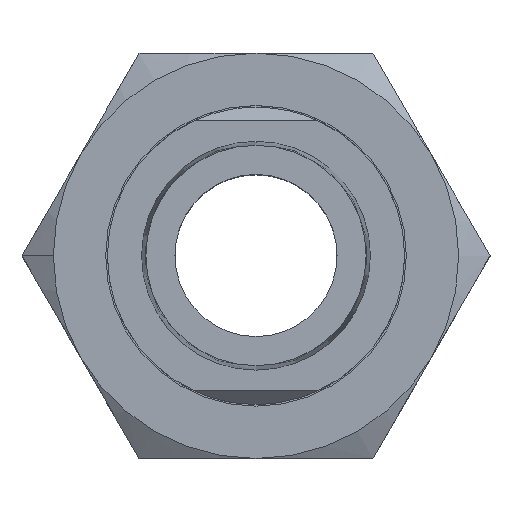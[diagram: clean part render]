
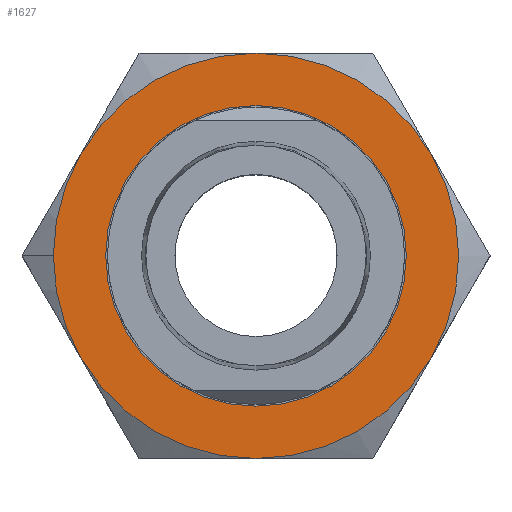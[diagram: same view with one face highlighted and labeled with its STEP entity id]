
A CAD part, top view. The second image highlights one B-rep face of the part: STEP entity #1627.
In plain terms, the highlighted planar face has unit normal (0, 0, 1).
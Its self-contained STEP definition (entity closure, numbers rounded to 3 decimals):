
#348 = DIRECTION ( 'NONE',  ( 1., 0., 0. ) ) ;
#349 = DIRECTION ( 'NONE',  ( 0., 0., 1. ) ) ;
#350 = CARTESIAN_POINT ( 'NONE',  ( 0., 0., 12.5 ) ) ;
#351 = AXIS2_PLACEMENT_3D ( 'NONE', #350, #349, #348 ) ;
#352 = CIRCLE ( 'NONE', #351, 30. ) ;
#590 = CARTESIAN_POINT ( 'NONE',  ( -25.981, -15., 12.5 ) ) ;
#591 = CARTESIAN_POINT ( 'NONE',  ( -30., 0., 12.5 ) ) ;
#607 = DIRECTION ( 'NONE',  ( 1., 0., 0. ) ) ;
#608 = DIRECTION ( 'NONE',  ( 0., 0., 1. ) ) ;
#609 = CARTESIAN_POINT ( 'NONE',  ( 0., 0., 12.5 ) ) ;
#610 = AXIS2_PLACEMENT_3D ( 'NONE', #609, #608, #607 ) ;
#611 = CIRCLE ( 'NONE', #610, 30. ) ;
#649 = CARTESIAN_POINT ( 'NONE',  ( -22.25, 0., 12.5 ) ) ;
#699 = CARTESIAN_POINT ( 'NONE',  ( 25.981, 15., 12.5 ) ) ;
#700 = CARTESIAN_POINT ( 'NONE',  ( 22.25, 0., 12.5 ) ) ;
#707 = DIRECTION ( 'NONE',  ( 1., 0., 0. ) ) ;
#708 = DIRECTION ( 'NONE',  ( 0., 0., 1. ) ) ;
#709 = CARTESIAN_POINT ( 'NONE',  ( 0., 0., 12.5 ) ) ;
#710 = AXIS2_PLACEMENT_3D ( 'NONE', #709, #708, #707 ) ;
#711 = CIRCLE ( 'NONE', #710, 22.25 ) ;
#872 = CIRCLE ( 'NONE', #883, 30. ) ;
#881 = DIRECTION ( 'NONE',  ( 1., 0., 0. ) ) ;
#883 = AXIS2_PLACEMENT_3D ( 'NONE', #884, #889, #881 ) ;
#884 = CARTESIAN_POINT ( 'NONE',  ( 0., 0., 12.5 ) ) ;
#889 = DIRECTION ( 'NONE',  ( 0., 0., 1. ) ) ;
#926 = CARTESIAN_POINT ( 'NONE',  ( 0., 0., 12.5 ) ) ;
#927 = AXIS2_PLACEMENT_3D ( 'NONE', #926, #931, #930 ) ;
#928 = CIRCLE ( 'NONE', #927, 30. ) ;
#930 = DIRECTION ( 'NONE',  ( 1., 0., 0. ) ) ;
#931 = DIRECTION ( 'NONE',  ( 0., 0., 1. ) ) ;
#985 = CARTESIAN_POINT ( 'NONE',  ( -25.981, 15., 12.5 ) ) ;
#1038 = DIRECTION ( 'NONE',  ( 1., 0., 0. ) ) ;
#1039 = DIRECTION ( 'NONE',  ( 0., 0., 1. ) ) ;
#1040 = CARTESIAN_POINT ( 'NONE',  ( 0., 0., 12.5 ) ) ;
#1041 = AXIS2_PLACEMENT_3D ( 'NONE', #1040, #1039, #1038 ) ;
#1056 = CIRCLE ( 'NONE', #1041, 30. ) ;
#1071 = CARTESIAN_POINT ( 'NONE',  ( 0., 30., 12.5 ) ) ;
#1115 = CARTESIAN_POINT ( 'NONE',  ( 0., -30., 12.5 ) ) ;
#1118 = CIRCLE ( 'NONE', #1161, 30. ) ;
#1158 = DIRECTION ( 'NONE',  ( 1., 0., 0. ) ) ;
#1159 = DIRECTION ( 'NONE',  ( 0., 0., 1. ) ) ;
#1160 = CARTESIAN_POINT ( 'NONE',  ( 0., 0., 12.5 ) ) ;
#1161 = AXIS2_PLACEMENT_3D ( 'NONE', #1160, #1159, #1158 ) ;
#1215 = CARTESIAN_POINT ( 'NONE',  ( 25.981, -15., 12.5 ) ) ;
#1224 = CARTESIAN_POINT ( 'NONE',  ( 0., 0., 12.5 ) ) ;
#1225 = CIRCLE ( 'NONE', #1234, 30. ) ;
#1232 = DIRECTION ( 'NONE',  ( 1., 0., 0. ) ) ;
#1233 = DIRECTION ( 'NONE',  ( 0., 0., 1. ) ) ;
#1234 = AXIS2_PLACEMENT_3D ( 'NONE', #1224, #1233, #1232 ) ;
#1625 = ORIENTED_EDGE ( 'NONE', *, *, #1631, .F. ) ;
#1626 = EDGE_LOOP ( 'NONE', ( #1625, #2192 ) ) ;
#1627 = ADVANCED_FACE ( 'NONE', ( #2063, #2068 ), #2075, .F. ) ;
#1631 = EDGE_CURVE ( 'NONE', #2468, #2491, #2082, .T. ) ;
#1730 = EDGE_CURVE ( 'NONE', #1787, #1735, #352, .T. ) ;
#1734 = EDGE_CURVE ( 'NONE', #1735, #2438, #928, .T. ) ;
#1735 = VERTEX_POINT ( 'NONE', #985 ) ;
#1770 = EDGE_CURVE ( 'NONE', #1795, #2469, #1056, .T. ) ;
#1775 = EDGE_CURVE ( 'NONE', #1778, #1795, #872, .T. ) ;
#1778 = VERTEX_POINT ( 'NONE', #1115 ) ;
#1785 = EDGE_CURVE ( 'NONE', #2469, #1787, #1118, .T. ) ;
#1787 = VERTEX_POINT ( 'NONE', #1071 ) ;
#1795 = VERTEX_POINT ( 'NONE', #1215 ) ;
#1801 = EDGE_CURVE ( 'NONE', #2439, #1778, #1225, .T. ) ;
#2063 = FACE_BOUND ( 'NONE', #1626, .T. ) ;
#2068 = FACE_OUTER_BOUND ( 'NONE', #2173, .T. ) ;
#2069 = DIRECTION ( 'NONE',  ( -1., 0., 0. ) ) ;
#2072 = CARTESIAN_POINT ( 'NONE',  ( 0., 30., 12.5 ) ) ;
#2073 = DIRECTION ( 'NONE',  ( 0., 0., -1. ) ) ;
#2074 = DIRECTION ( 'NONE',  ( 1., 0., 0. ) ) ;
#2075 = PLANE ( 'NONE',  #2078 ) ;
#2076 = CARTESIAN_POINT ( 'NONE',  ( 0., 0., 12.5 ) ) ;
#2077 = AXIS2_PLACEMENT_3D ( 'NONE', #2076, #2083, #2074 ) ;
#2078 = AXIS2_PLACEMENT_3D ( 'NONE', #2072, #2073, #2069 ) ;
#2082 = CIRCLE ( 'NONE', #2077, 22.25 ) ;
#2083 = DIRECTION ( 'NONE',  ( 0., 0., 1. ) ) ;
#2173 = EDGE_LOOP ( 'NONE', ( #2232, #2285, #2244, #2243, #2245, #2289, #2260 ) ) ;
#2192 = ORIENTED_EDGE ( 'NONE', *, *, #2485, .F. ) ;
#2232 = ORIENTED_EDGE ( 'NONE', *, *, #1785, .T. ) ;
#2243 = ORIENTED_EDGE ( 'NONE', *, *, #2437, .T. ) ;
#2244 = ORIENTED_EDGE ( 'NONE', *, *, #1734, .T. ) ;
#2245 = ORIENTED_EDGE ( 'NONE', *, *, #1801, .T. ) ;
#2260 = ORIENTED_EDGE ( 'NONE', *, *, #1770, .T. ) ;
#2285 = ORIENTED_EDGE ( 'NONE', *, *, #1730, .T. ) ;
#2289 = ORIENTED_EDGE ( 'NONE', *, *, #1775, .T. ) ;
#2437 = EDGE_CURVE ( 'NONE', #2438, #2439, #611, .T. ) ;
#2438 = VERTEX_POINT ( 'NONE', #591 ) ;
#2439 = VERTEX_POINT ( 'NONE', #590 ) ;
#2468 = VERTEX_POINT ( 'NONE', #700 ) ;
#2469 = VERTEX_POINT ( 'NONE', #699 ) ;
#2485 = EDGE_CURVE ( 'NONE', #2491, #2468, #711, .T. ) ;
#2491 = VERTEX_POINT ( 'NONE', #649 ) ;
